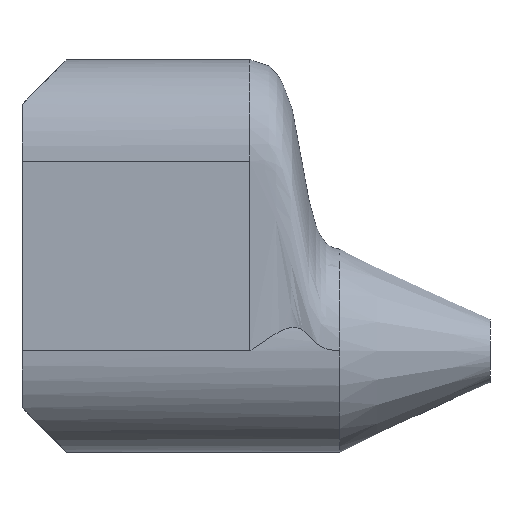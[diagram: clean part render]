
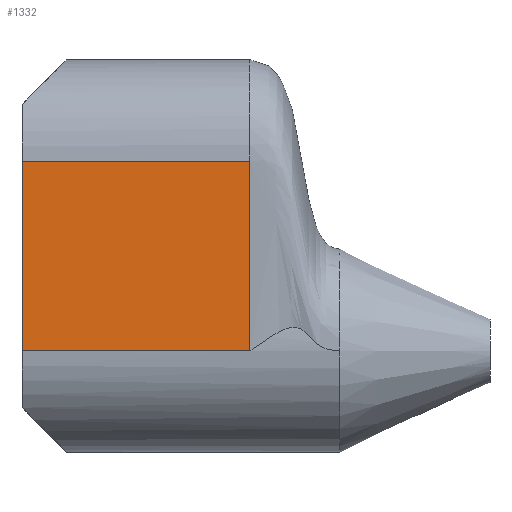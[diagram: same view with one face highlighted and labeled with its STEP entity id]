
A CAD part, left-side view. The second image highlights one B-rep face of the part: STEP entity #1332.
In plain terms, the highlighted planar face has unit normal (-1, 0, 0).
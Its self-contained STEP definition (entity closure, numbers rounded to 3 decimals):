
#943=PLANE('',#2905);
#972=FACE_OUTER_BOUND('',#1623,.T.);
#1073=LINE('',#3568,#1114);
#1074=LINE('',#3571,#1115);
#1075=LINE('',#3573,#1116);
#1076=LINE('',#3575,#1117);
#1114=VECTOR('',#3113,1.);
#1115=VECTOR('',#3114,1.);
#1116=VECTOR('',#3115,1.);
#1117=VECTOR('',#3116,1.);
#1332=ADVANCED_FACE('',(#972),#943,.F.);
#1623=EDGE_LOOP('',(#1815,#1816,#1817,#1818));
#1815=ORIENTED_EDGE('',*,*,#2562,.T.);
#1816=ORIENTED_EDGE('',*,*,#2563,.F.);
#1817=ORIENTED_EDGE('',*,*,#2564,.T.);
#1818=ORIENTED_EDGE('',*,*,#2565,.T.);
#2383=VERTEX_POINT('',#3569);
#2384=VERTEX_POINT('',#3570);
#2385=VERTEX_POINT('',#3572);
#2386=VERTEX_POINT('',#3574);
#2562=EDGE_CURVE('',#2383,#2384,#1073,.T.);
#2563=EDGE_CURVE('',#2385,#2384,#1074,.T.);
#2564=EDGE_CURVE('',#2385,#2386,#1075,.T.);
#2565=EDGE_CURVE('',#2386,#2383,#1076,.T.);
#2905=AXIS2_PLACEMENT_3D('',#3576,#3117,#3118);
#3113=DIRECTION('',(0.,0.,-1.));
#3114=DIRECTION('',(0.,1.,0.));
#3115=DIRECTION('',(0.,0.,1.));
#3116=DIRECTION('',(0.,1.,0.));
#3117=DIRECTION('',(1.,0.,0.));
#3118=DIRECTION('',(0.,0.,-1.));
#3568=CARTESIAN_POINT('',(-225.,0.,420.));
#3569=CARTESIAN_POINT('',(-225.,0.,420.));
#3570=CARTESIAN_POINT('',(-225.,0.,0.));
#3571=CARTESIAN_POINT('',(-225.,-500.,0.));
#3572=CARTESIAN_POINT('',(-225.,-505.,0.));
#3573=CARTESIAN_POINT('',(-225.,-505.,0.));
#3574=CARTESIAN_POINT('',(-225.,-505.,420.));
#3575=CARTESIAN_POINT('',(-225.,-500.,420.));
#3576=CARTESIAN_POINT('',(-225.,-500.,420.));
